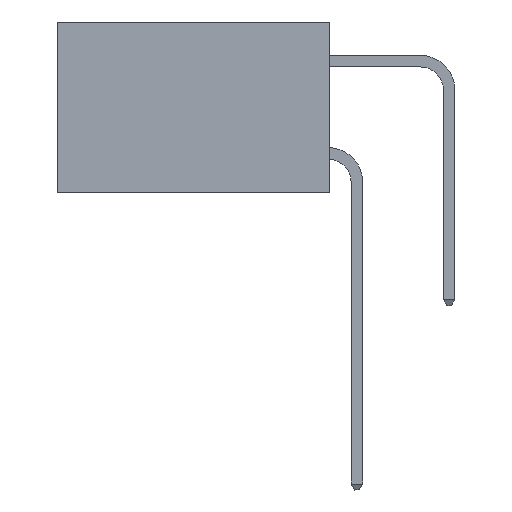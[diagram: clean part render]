
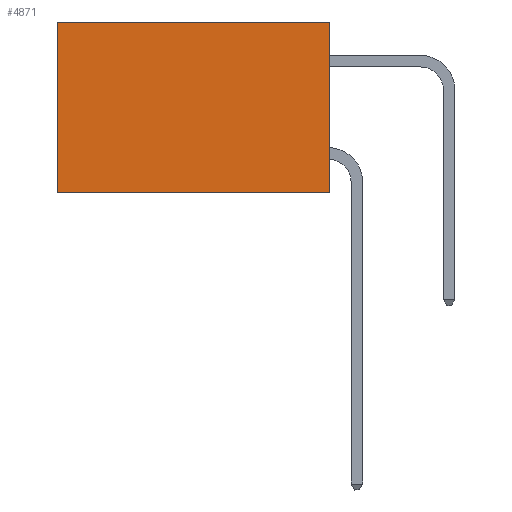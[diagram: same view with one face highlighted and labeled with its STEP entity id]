
A CAD part, left-side view. The second image highlights one B-rep face of the part: STEP entity #4871.
In plain terms, the highlighted planar face has unit normal (-1, 0, 0).
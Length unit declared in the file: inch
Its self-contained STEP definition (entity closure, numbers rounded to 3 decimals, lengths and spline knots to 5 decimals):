
#24 = ORIENTED_EDGE ( 'NONE', *, *, #19244, .T. ) ;
#415 = CARTESIAN_POINT ( 'NONE',  ( 0.277, 0., 0. ) ) ;
#559 = EDGE_LOOP ( 'NONE', ( #24, #15846, #1499, #13367 ) ) ;
#1281 = CARTESIAN_POINT ( 'NONE',  ( 0.277, 0.59, 0. ) ) ;
#1499 = ORIENTED_EDGE ( 'NONE', *, *, #4068, .F. ) ;
#2485 = DIRECTION ( 'NONE',  ( 0., 0., -1. ) ) ;
#3092 = DIRECTION ( 'NONE',  ( 0., 0., -1. ) ) ;
#3103 = AXIS2_PLACEMENT_3D ( 'NONE', #17780, #16892, #19141 ) ;
#4068 = EDGE_CURVE ( 'NONE', #15163, #7770, #8750, .T. ) ;
#4186 = CARTESIAN_POINT ( 'NONE',  ( 0.277, 0., -0.37 ) ) ;
#4515 = CARTESIAN_POINT ( 'NONE',  ( 0.277, 0., -0.37 ) ) ;
#4812 = LINE ( 'NONE', #18365, #13357 ) ;
#4871 = ADVANCED_FACE ( 'NONE', ( #10315 ), #19064, .F. ) ;
#7770 = VERTEX_POINT ( 'NONE', #4515 ) ;
#8410 = VERTEX_POINT ( 'NONE', #1281 ) ;
#8750 = LINE ( 'NONE', #4186, #17264 ) ;
#10315 = FACE_OUTER_BOUND ( 'NONE', #559, .T. ) ;
#11177 = VECTOR ( 'NONE', #19397, 39.37008 ) ;
#11686 = LINE ( 'NONE', #415, #11177 ) ;
#12741 = CARTESIAN_POINT ( 'NONE',  ( 0.277, 0.59, -0.37 ) ) ;
#12987 = EDGE_CURVE ( 'NONE', #15163, #8410, #11686, .T. ) ;
#13219 = CARTESIAN_POINT ( 'NONE',  ( 0.277, 0.59, -0.37 ) ) ;
#13357 = VECTOR ( 'NONE', #20120, 39.37008 ) ;
#13367 = ORIENTED_EDGE ( 'NONE', *, *, #12987, .T. ) ;
#14424 = VERTEX_POINT ( 'NONE', #13219 ) ;
#15163 = VERTEX_POINT ( 'NONE', #15197 ) ;
#15197 = CARTESIAN_POINT ( 'NONE',  ( 0.277, 0., 0. ) ) ;
#15846 = ORIENTED_EDGE ( 'NONE', *, *, #21197, .F. ) ;
#16678 = LINE ( 'NONE', #12741, #21745 ) ;
#16892 = DIRECTION ( 'NONE',  ( 1., 0., 0. ) ) ;
#17264 = VECTOR ( 'NONE', #3092, 39.37008 ) ;
#17780 = CARTESIAN_POINT ( 'NONE',  ( 0.277, 0., -0.37 ) ) ;
#18365 = CARTESIAN_POINT ( 'NONE',  ( 0.277, 0., -0.37 ) ) ;
#19064 = PLANE ( 'NONE',  #3103 ) ;
#19141 = DIRECTION ( 'NONE',  ( 0., 0., -1. ) ) ;
#19244 = EDGE_CURVE ( 'NONE', #8410, #14424, #16678, .T. ) ;
#19397 = DIRECTION ( 'NONE',  ( 0., 1., 0. ) ) ;
#20120 = DIRECTION ( 'NONE',  ( 0., 1., 0. ) ) ;
#21197 = EDGE_CURVE ( 'NONE', #7770, #14424, #4812, .T. ) ;
#21745 = VECTOR ( 'NONE', #2485, 39.37008 ) ;
